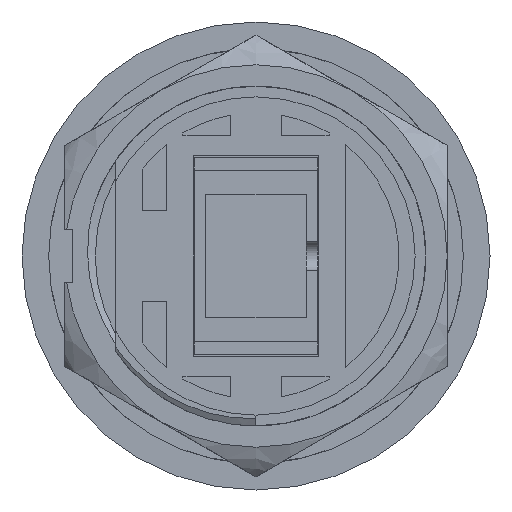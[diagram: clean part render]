
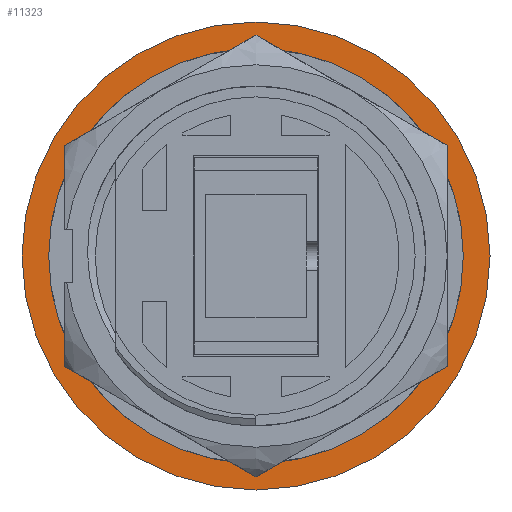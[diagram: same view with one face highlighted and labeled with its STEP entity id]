
A CAD part, front view. The second image highlights one B-rep face of the part: STEP entity #11323.
In plain terms, the highlighted planar face has unit normal (0, -1, 0).
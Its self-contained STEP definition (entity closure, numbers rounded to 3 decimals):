
#552 = EDGE_CURVE ( 'NONE', #1860, #10761, #5942, .T. ) ;
#807 = AXIS2_PLACEMENT_3D ( 'NONE', #9457, #22293, #11312 ) ;
#1175 = FACE_BOUND ( 'NONE', #7632, .T. ) ;
#1514 = AXIS2_PLACEMENT_3D ( 'NONE', #14991, #3929, #16830 ) ;
#1675 = DIRECTION ( 'NONE',  ( 0., 1., 0. ) ) ;
#1782 = VERTEX_POINT ( 'NONE', #22660 ) ;
#1860 = VERTEX_POINT ( 'NONE', #3377 ) ;
#2894 = CIRCLE ( 'NONE', #807, 15.5 ) ;
#3377 = CARTESIAN_POINT ( 'NONE',  ( 0., -12.3, -15.5 ) ) ;
#3929 = DIRECTION ( 'NONE',  ( 0., 1., 0. ) ) ;
#5942 = CIRCLE ( 'NONE', #14945, 15.5 ) ;
#7175 = CARTESIAN_POINT ( 'NONE',  ( 0., -12.3, 0. ) ) ;
#7203 = DIRECTION ( 'NONE',  ( 0., -1., 0. ) ) ;
#7253 = DIRECTION ( 'NONE',  ( 0., 0., 1. ) ) ;
#7628 = DIRECTION ( 'NONE',  ( 0., 1., 0. ) ) ;
#7632 = EDGE_LOOP ( 'NONE', ( #11236, #15572 ) ) ;
#8449 = EDGE_CURVE ( 'NONE', #20959, #1782, #16824, .T. ) ;
#9457 = CARTESIAN_POINT ( 'NONE',  ( 0., -12.3, 0. ) ) ;
#10761 = VERTEX_POINT ( 'NONE', #11488 ) ;
#11236 = ORIENTED_EDGE ( 'NONE', *, *, #552, .F. ) ;
#11312 = DIRECTION ( 'NONE',  ( 0., 0., 1. ) ) ;
#11323 = ADVANCED_FACE ( 'NONE', ( #1175, #17040 ), #14998, .F. ) ;
#11488 = CARTESIAN_POINT ( 'NONE',  ( 0., -12.3, 15.5 ) ) ;
#12719 = CARTESIAN_POINT ( 'NONE',  ( 0., -12.3, 0. ) ) ;
#14018 = CIRCLE ( 'NONE', #17558, 17.5 ) ;
#14559 = DIRECTION ( 'NONE',  ( 0., 0., 1. ) ) ;
#14945 = AXIS2_PLACEMENT_3D ( 'NONE', #7175, #7203, #7253 ) ;
#14948 = EDGE_CURVE ( 'NONE', #1782, #20959, #14018, .T. ) ;
#14991 = CARTESIAN_POINT ( 'NONE',  ( 0., -12.3, 0. ) ) ;
#14998 = PLANE ( 'NONE',  #23253 ) ;
#15572 = ORIENTED_EDGE ( 'NONE', *, *, #19987, .F. ) ;
#16680 = EDGE_LOOP ( 'NONE', ( #23556, #20950 ) ) ;
#16824 = CIRCLE ( 'NONE', #1514, 17.5 ) ;
#16830 = DIRECTION ( 'NONE',  ( 0., 0., 1. ) ) ;
#17040 = FACE_OUTER_BOUND ( 'NONE', #16680, .T. ) ;
#17558 = AXIS2_PLACEMENT_3D ( 'NONE', #12719, #1675, #14559 ) ;
#18686 = CARTESIAN_POINT ( 'NONE',  ( 17.5, -12.3, 0. ) ) ;
#19987 = EDGE_CURVE ( 'NONE', #10761, #1860, #2894, .T. ) ;
#20493 = DIRECTION ( 'NONE',  ( 0., 0., 1. ) ) ;
#20950 = ORIENTED_EDGE ( 'NONE', *, *, #8449, .F. ) ;
#20959 = VERTEX_POINT ( 'NONE', #22303 ) ;
#22293 = DIRECTION ( 'NONE',  ( 0., -1., 0. ) ) ;
#22303 = CARTESIAN_POINT ( 'NONE',  ( 0., -12.3, -17.5 ) ) ;
#22660 = CARTESIAN_POINT ( 'NONE',  ( 0., -12.3, 17.5 ) ) ;
#23253 = AXIS2_PLACEMENT_3D ( 'NONE', #18686, #7628, #20493 ) ;
#23556 = ORIENTED_EDGE ( 'NONE', *, *, #14948, .F. ) ;
